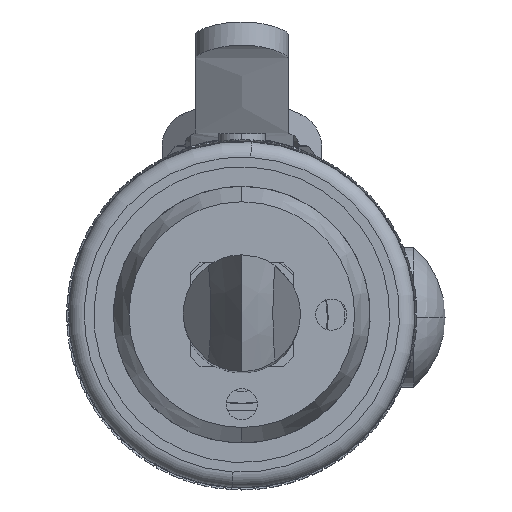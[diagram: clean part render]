
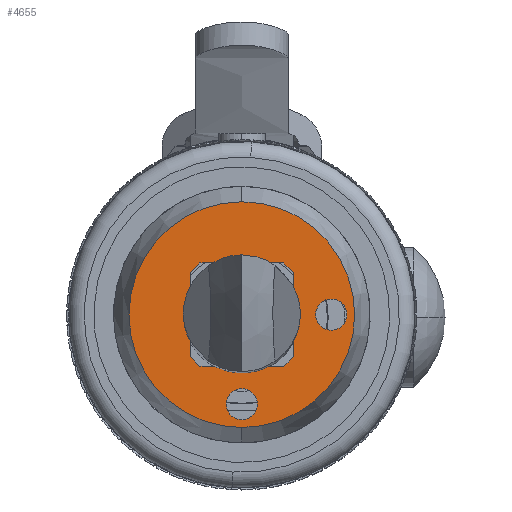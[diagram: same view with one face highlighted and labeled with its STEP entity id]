
A CAD part, top view. The second image highlights one B-rep face of the part: STEP entity #4655.
In plain terms, the highlighted planar face has unit normal (0, 0, 1).
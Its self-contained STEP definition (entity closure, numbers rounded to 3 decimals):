
#4466=CARTESIAN_POINT('',(0.,0.,219.));
#4467=DIRECTION('',(0.,0.,1.));
#4468=DIRECTION('',(0.,1.,0.));
#4469=AXIS2_PLACEMENT_3D('',#4466,#4467,#4468);
#4471=CARTESIAN_POINT('',(0.,0.,219.));
#4472=DIRECTION('',(0.,0.,-1.));
#4473=DIRECTION('',(0.,1.,0.));
#4474=AXIS2_PLACEMENT_3D('',#4471,#4472,#4473);
#4476=CARTESIAN_POINT('',(0.,-11.5,219.));
#4477=DIRECTION('',(0.,0.,1.));
#4478=DIRECTION('',(1.,0.,0.));
#4479=AXIS2_PLACEMENT_3D('',#4476,#4477,#4478);
#4481=CARTESIAN_POINT('',(0.,-11.5,219.));
#4482=DIRECTION('',(0.,0.,1.));
#4483=DIRECTION('',(-1.,0.,0.));
#4484=AXIS2_PLACEMENT_3D('',#4481,#4482,#4483);
#4486=CARTESIAN_POINT('',(11.5,0.,219.));
#4487=DIRECTION('',(0.,0.,1.));
#4488=DIRECTION('',(-1.,0.,0.));
#4489=AXIS2_PLACEMENT_3D('',#4486,#4487,#4488);
#4491=CARTESIAN_POINT('',(11.5,0.,219.));
#4492=DIRECTION('',(0.,0.,1.));
#4493=DIRECTION('',(1.,0.,0.));
#4494=AXIS2_PLACEMENT_3D('',#4491,#4492,#4493);
#4496=DIRECTION('',(0.,-1.,0.));
#4497=VECTOR('',#4496,10.742);
#4498=CARTESIAN_POINT('',(-6.65,5.361,219.));
#4499=LINE('',#4498,#4497);
#4500=DIRECTION('',(0.707,-0.707,0.));
#4501=VECTOR('',#4500,1.809);
#4502=CARTESIAN_POINT('',(-6.65,-5.381,219.));
#4503=LINE('',#4502,#4501);
#4504=DIRECTION('',(1.,0.,0.));
#4505=VECTOR('',#4504,10.742);
#4506=CARTESIAN_POINT('',(-5.371,-6.66,219.));
#4507=LINE('',#4506,#4505);
#4508=DIRECTION('',(0.707,0.707,0.));
#4509=VECTOR('',#4508,1.809);
#4510=CARTESIAN_POINT('',(5.371,-6.66,219.));
#4511=LINE('',#4510,#4509);
#4512=DIRECTION('',(0.,1.,0.));
#4513=VECTOR('',#4512,10.742);
#4514=CARTESIAN_POINT('',(6.65,-5.381,219.));
#4515=LINE('',#4514,#4513);
#4516=DIRECTION('',(-0.707,0.707,0.));
#4517=VECTOR('',#4516,1.809);
#4518=CARTESIAN_POINT('',(6.65,5.361,219.));
#4519=LINE('',#4518,#4517);
#4520=DIRECTION('',(-1.,0.,0.));
#4521=VECTOR('',#4520,10.742);
#4522=CARTESIAN_POINT('',(5.371,6.64,219.));
#4523=LINE('',#4522,#4521);
#4524=DIRECTION('',(-0.707,-0.707,0.));
#4525=VECTOR('',#4524,1.809);
#4526=CARTESIAN_POINT('',(-5.371,6.64,219.));
#4527=LINE('',#4526,#4525);
#4574=CARTESIAN_POINT('',(-2.,-11.5,219.));
#4575=CARTESIAN_POINT('',(2.,-11.5,219.));
#4576=VERTEX_POINT('',#4574);
#4577=VERTEX_POINT('',#4575);
#4578=CARTESIAN_POINT('',(9.5,0.,219.));
#4579=CARTESIAN_POINT('',(13.5,0.,219.));
#4580=VERTEX_POINT('',#4578);
#4581=VERTEX_POINT('',#4579);
#4587=CARTESIAN_POINT('',(0.,14.5,219.));
#4589=VERTEX_POINT('',#4587);
#4595=CARTESIAN_POINT('',(0.,-14.5,219.));
#4597=VERTEX_POINT('',#4595);
#4598=CARTESIAN_POINT('',(-6.65,5.361,219.));
#4599=CARTESIAN_POINT('',(-6.65,-5.381,219.));
#4600=VERTEX_POINT('',#4598);
#4601=VERTEX_POINT('',#4599);
#4602=CARTESIAN_POINT('',(-5.371,-6.66,219.));
#4603=CARTESIAN_POINT('',(5.371,-6.66,219.));
#4604=VERTEX_POINT('',#4602);
#4605=VERTEX_POINT('',#4603);
#4606=CARTESIAN_POINT('',(6.65,-5.381,219.));
#4607=CARTESIAN_POINT('',(6.65,5.361,219.));
#4608=VERTEX_POINT('',#4606);
#4609=VERTEX_POINT('',#4607);
#4610=CARTESIAN_POINT('',(5.371,6.64,219.));
#4611=CARTESIAN_POINT('',(-5.371,6.64,219.));
#4612=VERTEX_POINT('',#4610);
#4613=VERTEX_POINT('',#4611);
#4614=CARTESIAN_POINT('',(0.,0.,219.));
#4615=DIRECTION('',(0.,0.,-1.));
#4616=DIRECTION('',(0.,-1.,0.));
#4617=AXIS2_PLACEMENT_3D('',#4614,#4615,#4616);
#4618=PLANE('',#4617);
#4620=ORIENTED_EDGE('',*,*,#4619,.F.);
#4622=ORIENTED_EDGE('',*,*,#4621,.T.);
#4623=EDGE_LOOP('',(#4620,#4622));
#4624=FACE_OUTER_BOUND('',#4623,.F.);
#4626=ORIENTED_EDGE('',*,*,#4625,.T.);
#4628=ORIENTED_EDGE('',*,*,#4627,.T.);
#4629=EDGE_LOOP('',(#4626,#4628));
#4630=FACE_BOUND('',#4629,.F.);
#4632=ORIENTED_EDGE('',*,*,#4631,.T.);
#4634=ORIENTED_EDGE('',*,*,#4633,.T.);
#4635=EDGE_LOOP('',(#4632,#4634));
#4636=FACE_BOUND('',#4635,.F.);
#4638=ORIENTED_EDGE('',*,*,#4637,.T.);
#4640=ORIENTED_EDGE('',*,*,#4639,.T.);
#4642=ORIENTED_EDGE('',*,*,#4641,.T.);
#4644=ORIENTED_EDGE('',*,*,#4643,.T.);
#4646=ORIENTED_EDGE('',*,*,#4645,.T.);
#4648=ORIENTED_EDGE('',*,*,#4647,.T.);
#4650=ORIENTED_EDGE('',*,*,#4649,.T.);
#4652=ORIENTED_EDGE('',*,*,#4651,.T.);
#4653=EDGE_LOOP('',(#4638,#4640,#4642,#4644,#4646,#4648,#4650,#4652));
#4654=FACE_BOUND('',#4653,.F.);
#4655=ADVANCED_FACE('',(#4624,#4630,#4636,#4654),#4618,.F.);
#4470=CIRCLE('',#4469,14.5);
#4475=CIRCLE('',#4474,14.5);
#4480=CIRCLE('',#4479,2.);
#4485=CIRCLE('',#4484,2.);
#4490=CIRCLE('',#4489,2.);
#4495=CIRCLE('',#4494,2.);
#4619=EDGE_CURVE('',#4589,#4597,#4470,.T.);
#4621=EDGE_CURVE('',#4589,#4597,#4475,.T.);
#4625=EDGE_CURVE('',#4577,#4576,#4480,.T.);
#4627=EDGE_CURVE('',#4576,#4577,#4485,.T.);
#4631=EDGE_CURVE('',#4580,#4581,#4490,.T.);
#4633=EDGE_CURVE('',#4581,#4580,#4495,.T.);
#4637=EDGE_CURVE('',#4600,#4601,#4499,.T.);
#4639=EDGE_CURVE('',#4601,#4604,#4503,.T.);
#4641=EDGE_CURVE('',#4604,#4605,#4507,.T.);
#4643=EDGE_CURVE('',#4605,#4608,#4511,.T.);
#4645=EDGE_CURVE('',#4608,#4609,#4515,.T.);
#4647=EDGE_CURVE('',#4609,#4612,#4519,.T.);
#4649=EDGE_CURVE('',#4612,#4613,#4523,.T.);
#4651=EDGE_CURVE('',#4613,#4600,#4527,.T.);
